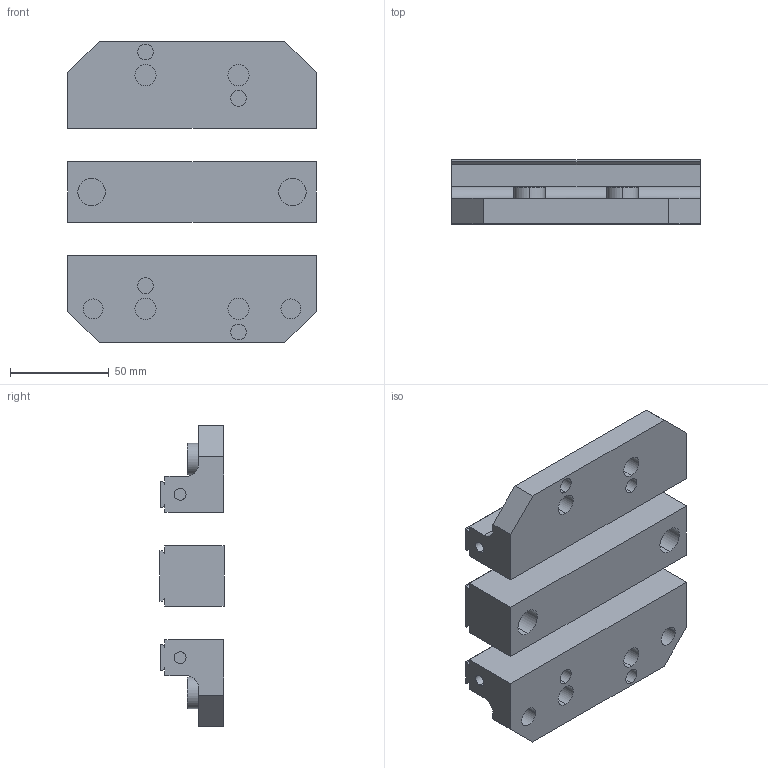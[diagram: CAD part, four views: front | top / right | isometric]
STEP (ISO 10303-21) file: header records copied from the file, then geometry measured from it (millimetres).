
FILE_DESCRIPTION (( 'STEP AP214' ), '1' );
FILE_NAME ('D_DV56-3R.STEP', '2020-03-13T22:31:23', ( '' ), ( '' ), 'SwSTEP 2.0', 'SolidWorks 2018', '' );
FILE_SCHEMA (( 'AUTOMOTIVE_DESIGN' ));
Length unit declared in the file: millimetre
Products named in the file (4): D_V562M-5F; D_V562M-5CDV; D_V562M-5; D_DV56-3R
Assembly tree (3 placements, depth 2):
  D_DV56-3R
    D_V562M-5CDV
    D_V562M-5F
    D_V562M-5
Bounding box: 125.73 x 32.38 x 152.4 mm (x, y, z)
Volume: 332470.2 mm3; surface area: 70510.2 mm2
Topology: 3 solids, 3 shells, 146 faces, 358 edges, 236 vertices
Faces by surface type: plane 80, cylinder 66
Entity records: 5305 total; most frequent: CARTESIAN_POINT 1030, DIRECTION 794, ORIENTED_EDGE 716, EDGE_CURVE 358, AXIS2_PLACEMENT_3D 302, VERTEX_POINT 236, LINE 190, VECTOR 190
